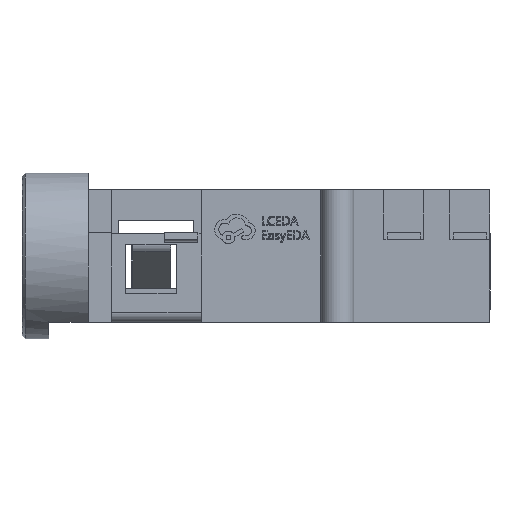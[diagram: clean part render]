
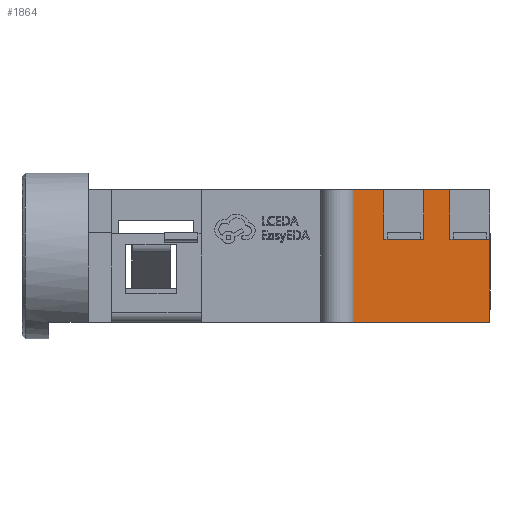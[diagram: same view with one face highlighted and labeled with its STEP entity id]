
A CAD part, left-side view. The second image highlights one B-rep face of the part: STEP entity #1864.
In plain terms, the highlighted planar face has unit normal (-1, 0, 0).
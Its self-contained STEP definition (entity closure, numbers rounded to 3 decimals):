
#153 = CARTESIAN_POINT ( 'NONE',  ( -3.65, -5.832, 0. ) ) ;
#190 = EDGE_CURVE ( 'NONE', #21292, #2874, #18373, .T. ) ;
#309 = VECTOR ( 'NONE', #1534, 1000. ) ;
#360 = ORIENTED_EDGE ( 'NONE', *, *, #6598, .F. ) ;
#989 = EDGE_CURVE ( 'NONE', #17648, #22688, #13521, .T. ) ;
#1034 = ORIENTED_EDGE ( 'NONE', *, *, #14226, .T. ) ;
#1049 = ORIENTED_EDGE ( 'NONE', *, *, #12777, .F. ) ;
#1130 = VERTEX_POINT ( 'NONE', #8737 ) ;
#1318 = AXIS2_PLACEMENT_3D ( 'NONE', #8983, #1845, #5201 ) ;
#1399 = VERTEX_POINT ( 'NONE', #2542 ) ;
#1534 = DIRECTION ( 'NONE',  ( 0., -1., 0. ) ) ;
#1720 = VECTOR ( 'NONE', #16464, 1000. ) ;
#1817 = ORIENTED_EDGE ( 'NONE', *, *, #9644, .F. ) ;
#1845 = DIRECTION ( 'NONE',  ( -1., 0., 0. ) ) ;
#1864 = ADVANCED_FACE ( 'NONE', ( #8183 ), #15295, .T. ) ;
#2098 = CARTESIAN_POINT ( 'NONE',  ( -3.65, -5.832, 0. ) ) ;
#2221 = CARTESIAN_POINT ( 'NONE',  ( -3.65, -5.832, 0. ) ) ;
#2338 = DIRECTION ( 'NONE',  ( 0., -1., 0. ) ) ;
#2452 = DIRECTION ( 'NONE',  ( 0., -1., 0. ) ) ;
#2542 = CARTESIAN_POINT ( 'NONE',  ( -3.65, -5.06, 0. ) ) ;
#2577 = DIRECTION ( 'NONE',  ( 0., -1., 0. ) ) ;
#2608 = ORIENTED_EDGE ( 'NONE', *, *, #190, .T. ) ;
#2662 = CARTESIAN_POINT ( 'NONE',  ( -3.65, -4.95, 0. ) ) ;
#2874 = VERTEX_POINT ( 'NONE', #11449 ) ;
#2876 = DIRECTION ( 'NONE',  ( 0., 0., 1. ) ) ;
#3028 = VECTOR ( 'NONE', #2452, 1000. ) ;
#3336 = CARTESIAN_POINT ( 'NONE',  ( -3.65, -7.05, -2.5 ) ) ;
#3445 = LINE ( 'NONE', #12056, #17445 ) ;
#3712 = EDGE_CURVE ( 'NONE', #15551, #16917, #8324, .T. ) ;
#3818 = EDGE_CURVE ( 'NONE', #21342, #1130, #3445, .T. ) ;
#3974 = ORIENTED_EDGE ( 'NONE', *, *, #18672, .F. ) ;
#4004 = EDGE_LOOP ( 'NONE', ( #8030, #1049, #3974, #4719, #360, #4144, #1817, #5601, #15006, #2608, #1034, #17057, #9477, #16910 ) ) ;
#4144 = ORIENTED_EDGE ( 'NONE', *, *, #3818, .F. ) ;
#4611 = VERTEX_POINT ( 'NONE', #22006 ) ;
#4657 = VECTOR ( 'NONE', #22267, 1000. ) ;
#4719 = ORIENTED_EDGE ( 'NONE', *, *, #5630, .F. ) ;
#4826 = VERTEX_POINT ( 'NONE', #2662 ) ;
#5005 = DIRECTION ( 'NONE',  ( 0., -1., 0. ) ) ;
#5136 = DIRECTION ( 'NONE',  ( 0., 0., 1. ) ) ;
#5201 = DIRECTION ( 'NONE',  ( 0., 0., 1. ) ) ;
#5313 = VECTOR ( 'NONE', #19880, 1000. ) ;
#5601 = ORIENTED_EDGE ( 'NONE', *, *, #989, .F. ) ;
#5630 = EDGE_CURVE ( 'NONE', #4826, #1399, #12381, .T. ) ;
#6598 = EDGE_CURVE ( 'NONE', #1130, #4826, #7717, .T. ) ;
#7009 = CARTESIAN_POINT ( 'NONE',  ( -3.65, -7.05, 1.5 ) ) ;
#7526 = VECTOR ( 'NONE', #2338, 1000. ) ;
#7630 = VERTEX_POINT ( 'NONE', #21034 ) ;
#7717 = LINE ( 'NONE', #9462, #5313 ) ;
#7760 = LINE ( 'NONE', #14860, #13303 ) ;
#8030 = ORIENTED_EDGE ( 'NONE', *, *, #12863, .F. ) ;
#8183 = FACE_OUTER_BOUND ( 'NONE', #4004, .T. ) ;
#8324 = LINE ( 'NONE', #11597, #4657 ) ;
#8737 = CARTESIAN_POINT ( 'NONE',  ( -3.65, -3.95, 0. ) ) ;
#8983 = CARTESIAN_POINT ( 'NONE',  ( -3.65, -7.05, -2.5 ) ) ;
#9076 = CARTESIAN_POINT ( 'NONE',  ( -3.65, -5.06, 1.5 ) ) ;
#9144 = CARTESIAN_POINT ( 'NONE',  ( -3.65, -5.832, 1.5 ) ) ;
#9462 = CARTESIAN_POINT ( 'NONE',  ( -3.65, -7.05, 0. ) ) ;
#9477 = ORIENTED_EDGE ( 'NONE', *, *, #3712, .F. ) ;
#9644 = EDGE_CURVE ( 'NONE', #22688, #21342, #22438, .T. ) ;
#9956 = VERTEX_POINT ( 'NONE', #9144 ) ;
#10027 = CARTESIAN_POINT ( 'NONE',  ( -3.65, -7.05, 1.5 ) ) ;
#10305 = VECTOR ( 'NONE', #20680, 1000. ) ;
#10340 = CARTESIAN_POINT ( 'NONE',  ( -3.65, -2.95, 1.5 ) ) ;
#10594 = CARTESIAN_POINT ( 'NONE',  ( -3.65, -3.85, 0. ) ) ;
#11308 = VECTOR ( 'NONE', #5136, 1000. ) ;
#11422 = CARTESIAN_POINT ( 'NONE',  ( -3.65, -2.95, -2.5 ) ) ;
#11449 = CARTESIAN_POINT ( 'NONE',  ( -3.65, -7.05, -2.5 ) ) ;
#11597 = CARTESIAN_POINT ( 'NONE',  ( -3.65, -7.05, 0. ) ) ;
#12056 = CARTESIAN_POINT ( 'NONE',  ( -3.65, -5.06, 0. ) ) ;
#12381 = LINE ( 'NONE', #15886, #309 ) ;
#12777 = EDGE_CURVE ( 'NONE', #21437, #9956, #15666, .T. ) ;
#12863 = EDGE_CURVE ( 'NONE', #9956, #4611, #19883, .T. ) ;
#13005 = CARTESIAN_POINT ( 'NONE',  ( -3.65, -3.85, 1.5 ) ) ;
#13193 = EDGE_CURVE ( 'NONE', #21292, #17648, #15024, .T. ) ;
#13303 = VECTOR ( 'NONE', #17967, 1000. ) ;
#13521 = LINE ( 'NONE', #10027, #14646 ) ;
#13600 = CARTESIAN_POINT ( 'NONE',  ( -3.65, -2.95, -3.914 ) ) ;
#13631 = EDGE_CURVE ( 'NONE', #16917, #7630, #22220, .T. ) ;
#13705 = CARTESIAN_POINT ( 'NONE',  ( -3.65, -6.95, 0. ) ) ;
#14226 = EDGE_CURVE ( 'NONE', #2874, #7630, #22736, .T. ) ;
#14646 = VECTOR ( 'NONE', #2577, 1000. ) ;
#14860 = CARTESIAN_POINT ( 'NONE',  ( -3.65, -5.06, 0. ) ) ;
#15006 = ORIENTED_EDGE ( 'NONE', *, *, #13193, .F. ) ;
#15024 = LINE ( 'NONE', #13600, #19451 ) ;
#15295 = PLANE ( 'NONE',  #1318 ) ;
#15551 = VERTEX_POINT ( 'NONE', #20849 ) ;
#15627 = CARTESIAN_POINT ( 'NONE',  ( -3.65, -3.85, 0. ) ) ;
#15666 = LINE ( 'NONE', #7009, #19759 ) ;
#15886 = CARTESIAN_POINT ( 'NONE',  ( -3.65, -5.06, 0. ) ) ;
#16183 = EDGE_CURVE ( 'NONE', #4611, #15551, #16308, .T. ) ;
#16308 = LINE ( 'NONE', #153, #19873 ) ;
#16464 = DIRECTION ( 'NONE',  ( 0., 0., -1. ) ) ;
#16910 = ORIENTED_EDGE ( 'NONE', *, *, #16183, .F. ) ;
#16917 = VERTEX_POINT ( 'NONE', #13705 ) ;
#17057 = ORIENTED_EDGE ( 'NONE', *, *, #13631, .F. ) ;
#17445 = VECTOR ( 'NONE', #5005, 1000. ) ;
#17550 = DIRECTION ( 'NONE',  ( 0., -1., 0. ) ) ;
#17648 = VERTEX_POINT ( 'NONE', #10340 ) ;
#17967 = DIRECTION ( 'NONE',  ( 0., 0., 1. ) ) ;
#18373 = LINE ( 'NONE', #22106, #3028 ) ;
#18672 = EDGE_CURVE ( 'NONE', #1399, #21437, #7760, .T. ) ;
#19451 = VECTOR ( 'NONE', #2876, 1000. ) ;
#19759 = VECTOR ( 'NONE', #17550, 1000. ) ;
#19873 = VECTOR ( 'NONE', #21699, 1000. ) ;
#19880 = DIRECTION ( 'NONE',  ( 0., -1., 0. ) ) ;
#19883 = LINE ( 'NONE', #2098, #1720 ) ;
#20680 = DIRECTION ( 'NONE',  ( 0., 0., -1. ) ) ;
#20849 = CARTESIAN_POINT ( 'NONE',  ( -3.65, -5.95, 0. ) ) ;
#21034 = CARTESIAN_POINT ( 'NONE',  ( -3.65, -7.05, 0. ) ) ;
#21292 = VERTEX_POINT ( 'NONE', #11422 ) ;
#21342 = VERTEX_POINT ( 'NONE', #10594 ) ;
#21437 = VERTEX_POINT ( 'NONE', #9076 ) ;
#21699 = DIRECTION ( 'NONE',  ( 0., -1., 0. ) ) ;
#22006 = CARTESIAN_POINT ( 'NONE',  ( -3.65, -5.832, 0. ) ) ;
#22106 = CARTESIAN_POINT ( 'NONE',  ( -3.65, -7.05, -2.5 ) ) ;
#22220 = LINE ( 'NONE', #2221, #7526 ) ;
#22267 = DIRECTION ( 'NONE',  ( 0., -1., 0. ) ) ;
#22438 = LINE ( 'NONE', #15627, #10305 ) ;
#22688 = VERTEX_POINT ( 'NONE', #13005 ) ;
#22736 = LINE ( 'NONE', #3336, #11308 ) ;
